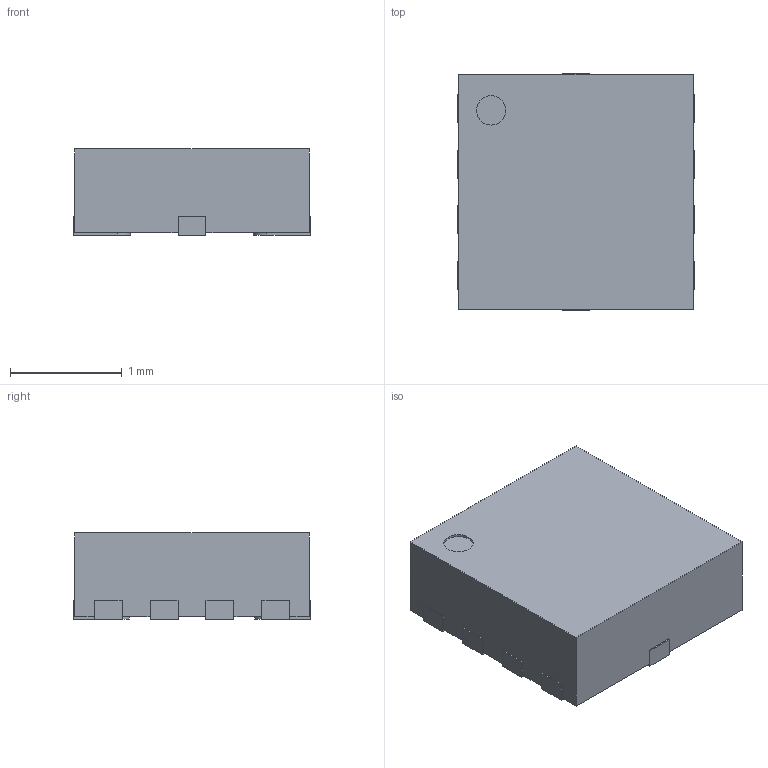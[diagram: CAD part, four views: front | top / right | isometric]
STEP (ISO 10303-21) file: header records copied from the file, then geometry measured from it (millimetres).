
FILE_DESCRIPTION(/* description */ ('STEP AP214'),/* implementation_level */ '2;1');
FILE_NAME(/* name */ 'QFN-10_L2.0-W2.0-P0.50-TL.step',/* time_stamp */ '2024-10-09T09:59:24-07:00',/* author */ (''),/* organization */ (''),/* preprocessor_version */ 'ST-DEVELOPER v20',/* originating_system */ 'Autodesk Translation Framework v13.20.0.188',/* authorisation */ '');
FILE_SCHEMA (('AUTOMOTIVE_DESIGN { 1 0 10303 214 3 1 1 }'));
Length unit declared in the file: millimetre
Products named in the file (1): QFN-10_L2.0-W2.0-P0.50-TL
Bounding box: 2.12 x 2.12 x 0.77 mm (x, y, z)
Volume: 3.3 mm3; surface area: 15.6 mm2
Topology: 1 solids, 1 shells, 146 faces, 408 edges, 272 vertices
Faces by surface type: plane 111, cylinder 19, bspline 16
Full cylindrical faces by diameter (mm): 0.263 x1
Entity records: 5802 total; most frequent: CARTESIAN_POINT 1971, ORIENTED_EDGE 816, DIRECTION 676, EDGE_CURVE 408, LINE 338, VECTOR 338, VERTEX_POINT 272, AXIS2_PLACEMENT_3D 169
